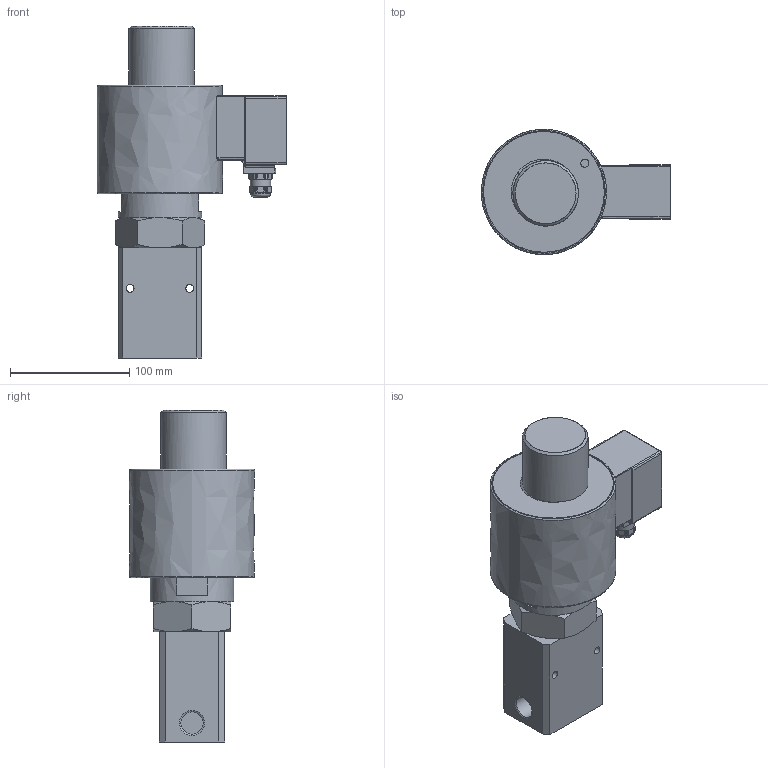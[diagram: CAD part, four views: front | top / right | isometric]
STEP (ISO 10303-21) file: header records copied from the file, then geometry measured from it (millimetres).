
FILE_DESCRIPTION ((), '1');
FILE_NAME ('1-041-23-0804-272-NO.stp', '2024-03-15T21:40:05', ('Unknown'), ('Unknown'), 'HarmonyWare STEP v2.1.4', 'HarmonyWare Translators', '');
FILE_SCHEMA (('CONFIG_CONTROL_DESIGN'));
Length unit declared in the file: millimetre
Products named in the file (7): Volumenkörper2
Assembly tree (6 placements, depth 2):
  (unnamed)
    (unnamed)
    (unnamed)
    (unnamed)
    (unnamed)
    (unnamed)
    Volumenkörper2
Bounding box: 159.08 x 105.16 x 278.84 mm (x, y, z)
Surface area: 110127.5 mm2 (no closed solid volume)
Topology: 0 solids, 6 shells, 253 faces, 664 edges, 423 vertices
Faces by surface type: bspline 253
Entity records: 11570 total; most frequent: CARTESIAN_POINT 6988, ORIENTED_EDGE 1308, EDGE_CURVE 662, VERTEX_POINT 423, B_SPLINE_CURVE_WITH_KNOTS 315, EDGE_LOOP 269, FACE_OUTER_BOUND 253, ADVANCED_FACE 253
